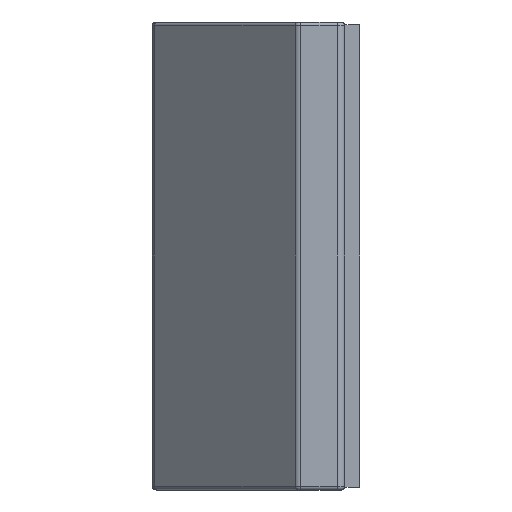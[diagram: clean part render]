
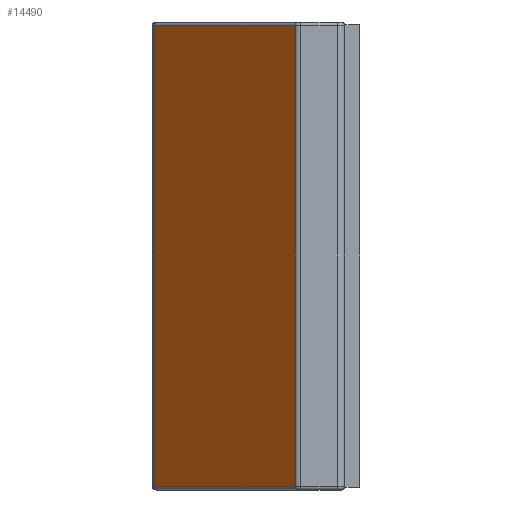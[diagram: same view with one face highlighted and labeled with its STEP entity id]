
A CAD part, left-side view. The second image highlights one B-rep face of the part: STEP entity #14490.
In plain terms, the highlighted planar face has unit normal (-0.707, 0.707, 0).
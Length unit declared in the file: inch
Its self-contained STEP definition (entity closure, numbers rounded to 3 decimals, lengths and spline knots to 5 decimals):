
#288 = CARTESIAN_POINT ( 'NONE',  ( -5.91605, -1.90031, 3.06102 ) ) ;
#306 = DIRECTION ( 'NONE',  ( 0., 0., -1. ) ) ;
#652 = LINE ( 'NONE', #2997, #3254 ) ;
#756 = ORIENTED_EDGE ( 'NONE', *, *, #15192, .T. ) ;
#783 = DIRECTION ( 'NONE',  ( -0.707, 0.707, 0. ) ) ;
#1184 = DIRECTION ( 'NONE',  ( 0.707, 0.707, 0. ) ) ;
#1885 = CARTESIAN_POINT ( 'NONE',  ( -4.04458, -0.02883, 3.06102 ) ) ;
#1923 = ORIENTED_EDGE ( 'NONE', *, *, #12985, .T. ) ;
#2445 = ORIENTED_EDGE ( 'NONE', *, *, #6626, .T. ) ;
#2978 = CARTESIAN_POINT ( 'NONE',  ( -4.04458, -0.02883, 3.11024 ) ) ;
#2985 = PLANE ( 'NONE',  #6238 ) ;
#2997 = CARTESIAN_POINT ( 'NONE',  ( -5.91605, -1.90031, -3.06102 ) ) ;
#3245 = VECTOR ( 'NONE', #11251, 39.37008 ) ;
#3254 = VECTOR ( 'NONE', #7665, 39.37008 ) ;
#3554 = ORIENTED_EDGE ( 'NONE', *, *, #9181, .F. ) ;
#3982 = FACE_OUTER_BOUND ( 'NONE', #10034, .T. ) ;
#4214 = LINE ( 'NONE', #2978, #3245 ) ;
#6076 = DIRECTION ( 'NONE',  ( -0.707, -0.707, 0. ) ) ;
#6238 = AXIS2_PLACEMENT_3D ( 'NONE', #6602, #783, #6076 ) ;
#6602 = CARTESIAN_POINT ( 'NONE',  ( -5.91605, -1.90031, 3.11024 ) ) ;
#6626 = EDGE_CURVE ( 'NONE', #11907, #11158, #4214, .T. ) ;
#7128 = LINE ( 'NONE', #11899, #9169 ) ;
#7552 = CARTESIAN_POINT ( 'NONE',  ( -4.04458, -0.02883, -3.06102 ) ) ;
#7654 = VECTOR ( 'NONE', #306, 39.37008 ) ;
#7665 = DIRECTION ( 'NONE',  ( -0.707, -0.707, 0. ) ) ;
#9169 = VECTOR ( 'NONE', #1184, 39.37008 ) ;
#9181 = EDGE_CURVE ( 'NONE', #9381, #13767, #13108, .T. ) ;
#9379 = CARTESIAN_POINT ( 'NONE',  ( -5.91605, -1.90031, 3.11024 ) ) ;
#9381 = VERTEX_POINT ( 'NONE', #288 ) ;
#10034 = EDGE_LOOP ( 'NONE', ( #2445, #1923, #3554, #756 ) ) ;
#11158 = VERTEX_POINT ( 'NONE', #7552 ) ;
#11251 = DIRECTION ( 'NONE',  ( 0., 0., -1. ) ) ;
#11259 = CARTESIAN_POINT ( 'NONE',  ( -5.91605, -1.90031, -3.06102 ) ) ;
#11899 = CARTESIAN_POINT ( 'NONE',  ( -5.91605, -1.90031, 3.06102 ) ) ;
#11907 = VERTEX_POINT ( 'NONE', #1885 ) ;
#12985 = EDGE_CURVE ( 'NONE', #11158, #13767, #652, .T. ) ;
#13108 = LINE ( 'NONE', #9379, #7654 ) ;
#13767 = VERTEX_POINT ( 'NONE', #11259 ) ;
#14490 = ADVANCED_FACE ( 'NONE', ( #3982 ), #2985, .T. ) ;
#15192 = EDGE_CURVE ( 'NONE', #9381, #11907, #7128, .T. ) ;
